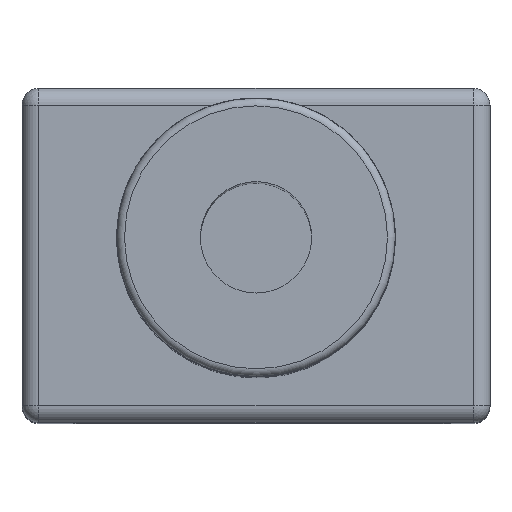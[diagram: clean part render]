
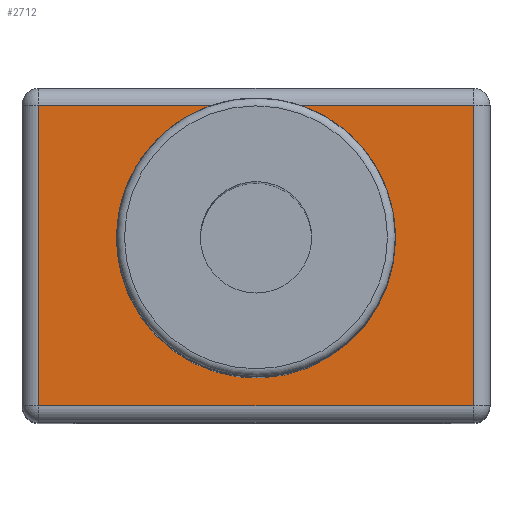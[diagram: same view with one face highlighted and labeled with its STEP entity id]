
A CAD part, top view. The second image highlights one B-rep face of the part: STEP entity #2712.
In plain terms, the highlighted planar face has unit normal (0, 0, 1).
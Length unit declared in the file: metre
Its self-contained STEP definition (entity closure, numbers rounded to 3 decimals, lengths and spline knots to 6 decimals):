
#177=CIRCLE('',#2965,0.0125);
#179=CIRCLE('',#2967,0.0125);
#440=FACE_OUTER_BOUND('',#641,.T.);
#641=EDGE_LOOP('',(#2311,#2312,#2313,#2314,#2315,#2316,#2317));
#829=LINE('',#4712,#1024);
#834=LINE('',#4740,#1029);
#838=LINE('',#4747,#1033);
#839=LINE('',#4748,#1034);
#841=LINE('',#4751,#1036);
#1024=VECTOR('',#3892,0.01);
#1029=VECTOR('',#3927,0.01);
#1033=VECTOR('',#3935,0.01);
#1034=VECTOR('',#3936,0.01);
#1036=VECTOR('',#3940,0.01);
#1156=VERTEX_POINT('',#4506);
#1157=VERTEX_POINT('',#4508);
#1158=VERTEX_POINT('',#4510);
#1212=VERTEX_POINT('',#4692);
#1219=VERTEX_POINT('',#4708);
#1224=VERTEX_POINT('',#4728);
#1225=VERTEX_POINT('',#4732);
#1475=EDGE_CURVE('',#1157,#1156,#177,.T.);
#1477=EDGE_CURVE('',#1156,#1158,#179,.T.);
#1567=EDGE_CURVE('',#1212,#1219,#829,.T.);
#1581=EDGE_CURVE('',#1225,#1224,#834,.T.);
#1585=EDGE_CURVE('',#1219,#1158,#838,.T.);
#1586=EDGE_CURVE('',#1157,#1225,#839,.T.);
#1588=EDGE_CURVE('',#1224,#1212,#841,.T.);
#2311=ORIENTED_EDGE('',*,*,#1475,.T.);
#2312=ORIENTED_EDGE('',*,*,#1477,.T.);
#2313=ORIENTED_EDGE('',*,*,#1585,.F.);
#2314=ORIENTED_EDGE('',*,*,#1567,.F.);
#2315=ORIENTED_EDGE('',*,*,#1588,.F.);
#2316=ORIENTED_EDGE('',*,*,#1581,.F.);
#2317=ORIENTED_EDGE('',*,*,#1586,.F.);
#2529=PLANE('',#3081);
#2712=ADVANCED_FACE('',(#440),#2529,.T.);
#2965=AXIS2_PLACEMENT_3D('',#4509,#3684,#3685);
#2967=AXIS2_PLACEMENT_3D('',#4512,#3688,#3689);
#3081=AXIS2_PLACEMENT_3D('',#4774,#3970,#3971);
#3684=DIRECTION('center_axis',(0.,0.,-1.));
#3685=DIRECTION('ref_axis',(-1.,-0.003,0.));
#3688=DIRECTION('center_axis',(0.,0.,-1.));
#3689=DIRECTION('ref_axis',(-1.,-0.003,0.));
#3892=DIRECTION('',(0.,1.,0.));
#3927=DIRECTION('',(0.,-1.,0.));
#3935=DIRECTION('',(1.,0.,0.));
#3936=DIRECTION('',(1.,0.,0.));
#3940=DIRECTION('',(-1.,0.,0.));
#3970=DIRECTION('center_axis',(0.,0.,1.));
#3971=DIRECTION('ref_axis',(0.,1.,0.));
#4506=CARTESIAN_POINT('',(0.0125,0.001532,0.027));
#4508=CARTESIAN_POINT('',(0.0035,0.0135,0.027));
#4509=CARTESIAN_POINT('Origin',(0.,0.0015,0.027));
#4510=CARTESIAN_POINT('',(-0.0035,0.0135,0.027));
#4512=CARTESIAN_POINT('Origin',(0.,0.0015,0.027));
#4692=CARTESIAN_POINT('',(-0.0195,-0.0135,0.027));
#4708=CARTESIAN_POINT('',(-0.0195,0.0135,0.027));
#4712=CARTESIAN_POINT('',(-0.0195,0.,0.027));
#4728=CARTESIAN_POINT('',(0.0195,-0.0135,0.027));
#4732=CARTESIAN_POINT('',(0.0195,0.0135,0.027));
#4740=CARTESIAN_POINT('',(0.0195,0.,0.027));
#4747=CARTESIAN_POINT('',(0.00525,0.0135,0.027));
#4748=CARTESIAN_POINT('',(0.00525,0.0135,0.027));
#4751=CARTESIAN_POINT('',(0.00525,-0.0135,0.027));
#4774=CARTESIAN_POINT('Origin',(0.,0.,
0.027));
